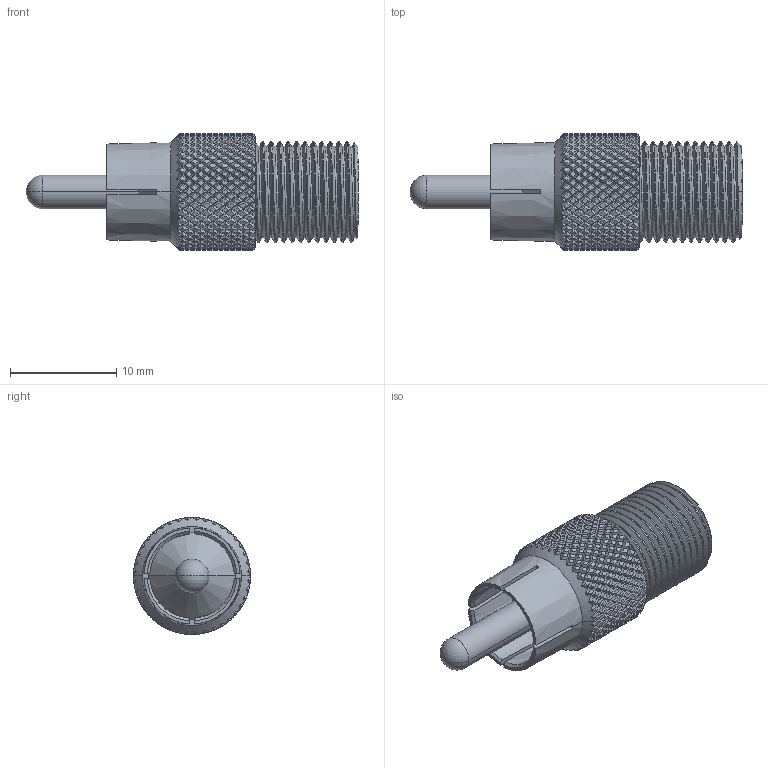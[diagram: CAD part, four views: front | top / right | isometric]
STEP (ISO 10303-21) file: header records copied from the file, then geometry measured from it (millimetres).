
FILE_DESCRIPTION (( 'STEP AP214' ), '1' );
FILE_NAME ('LCAD9799_3D.step', '2023-10-30T14:34:53', ( '' ), ( '' ), 'SwSTEP 2.0', 'SolidWorks 2022', '' );
FILE_SCHEMA (( 'AUTOMOTIVE_DESIGN' ));
Length unit declared in the file: inch
Products named in the file (1): LCAD9799_3D
Bounding box: 31.24 x 11 x 11 mm (x, y, z)
Volume: 1379.5 mm3; surface area: 1697.1 mm2
Topology: 1 solids, 1 shells, 3020 faces, 6217 edges, 3203 vertices
Faces by surface type: bspline 2243, cylinder 599, cone 137, plane 39, sphere 2
Entity records: 133951 total; most frequent: CARTESIAN_POINT 95920, ORIENTED_EDGE 12426, EDGE_CURVE 6213, VERTEX_POINT 3201, EDGE_LOOP 3026, FACE_OUTER_BOUND 3020, ADVANCED_FACE 3020, B_SPLINE_CURVE_WITH_KNOTS 2591
